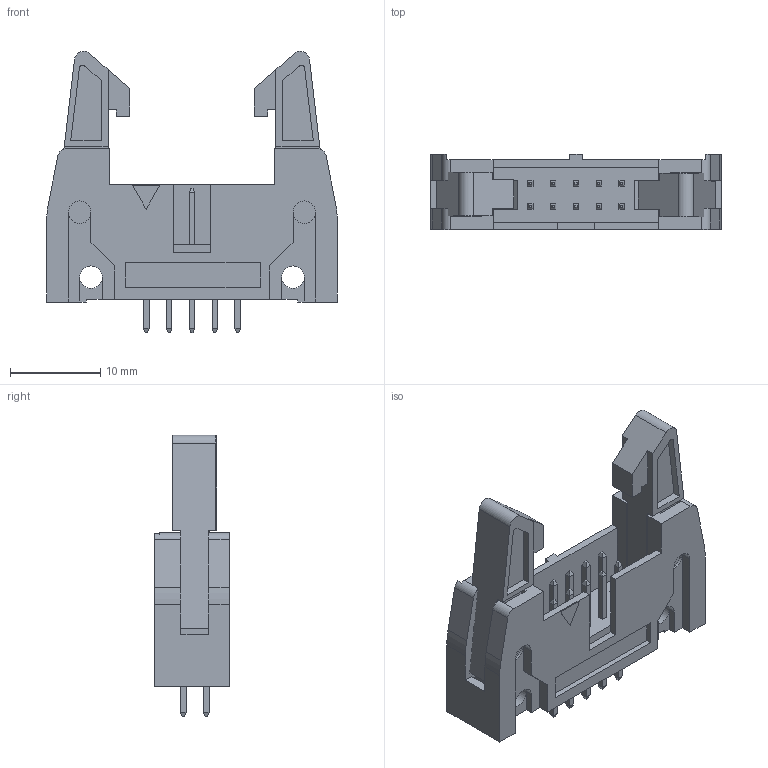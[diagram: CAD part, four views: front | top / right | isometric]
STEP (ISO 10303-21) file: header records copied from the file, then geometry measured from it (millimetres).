
FILE_DESCRIPTION(/* description */ ('Unknown'),/* implementation_level */ '2;1');
FILE_NAME(/* name */ '61201022821',/* time_stamp */ '2016-01-06T13:47:37+01:00',/* author */ ('Unknown'),/* organization */ ('Unknown'),/* preprocessor_version */ 'ST-DEVELOPER v16',/* originating_system */ 'DEX',/* authorisation */ $);
FILE_SCHEMA (('AUTOMOTIVE_DESIGN {1 0 10303 214 3 1 1}'));
Length unit declared in the file: millimetre
Products named in the file (4): 6120xx22821; 10; 6120xx22x21_LEVIER_LONG; 6120xx21621_PIN
Assembly tree (13 placements, depth 2):
  6120xx22821
    10
    6120xx22x21_LEVIER_LONG  x2
    6120xx21621_PIN  x10
Bounding box: 32.2 x 8.31 x 31.19 mm (x, y, z)
Volume: 2590 mm3; surface area: 4249.6 mm2
Topology: 13 solids, 13 shells, 397 faces, 1038 edges, 661 vertices
Faces by surface type: plane 365, cylinder 32
Full cylindrical faces by diameter (mm): 2.5 x16
Entity records: 7668 total; most frequent: CARTESIAN_POINT 1344, ORIENTED_EDGE 1324, DIRECTION 1206, EDGE_CURVE 662, LINE 598, VECTOR 598, VERTEX_POINT 442, AXIS2_PLACEMENT_3D 304
